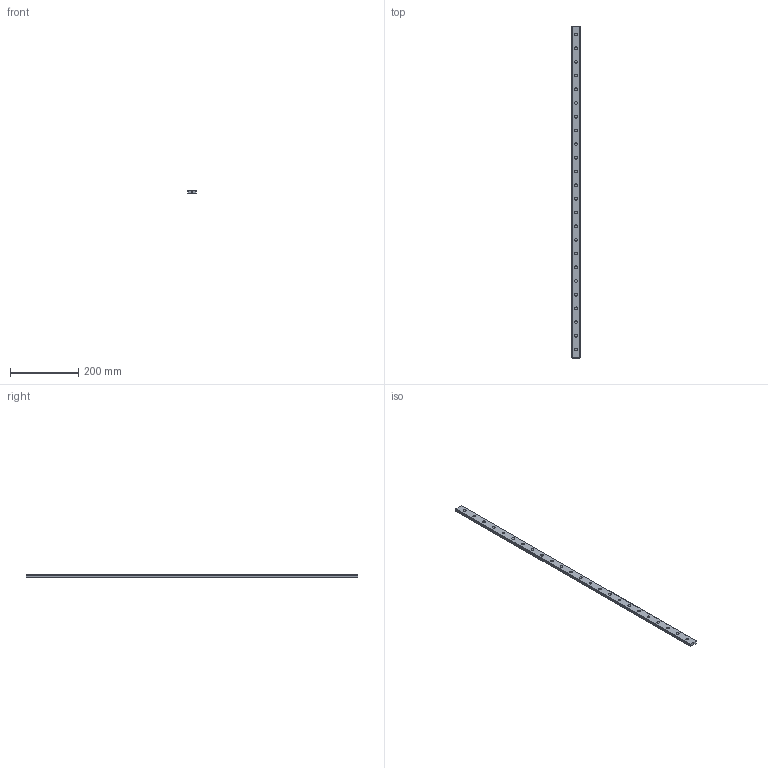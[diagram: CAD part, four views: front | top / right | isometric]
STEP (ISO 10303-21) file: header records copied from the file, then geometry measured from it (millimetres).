
FILE_DESCRIPTION(('STEP AP214'),'1');
FILE_NAME('cctmp_9BADA1CD-6EAE-43AF-B74E-0F41FB08B2DE_2021_02_24_10_28_51_0548..stp','2021-02-24T09:28:51',('HIWIN GmbH'),('CADClick - www.CADClick.com'),'Spatial InterOp 3D',' ','unknown authorization');
FILE_SCHEMA(('AUTOMOTIVE_DESIGN'));
Length unit declared in the file: millimetre
Products named in the file (1): MGWR12R970CM_FILE
Bounding box: 24 x 970 x 8.5 mm (x, y, z)
Volume: 187169 mm3; surface area: 72330.3 mm2
Topology: 1 solids, 1 shells, 311 faces, 699 edges, 466 vertices
Faces by surface type: cylinder 160, plane 151
Entity records: 11305 total; most frequent: DIRECTION 1643, CARTESIAN_POINT 1477, ORIENTED_EDGE 1398, EDGE_CURVE 699, AXIS2_PLACEMENT_3D 632, VERTEX_POINT 466, EDGE_LOOP 387, LINE 379
